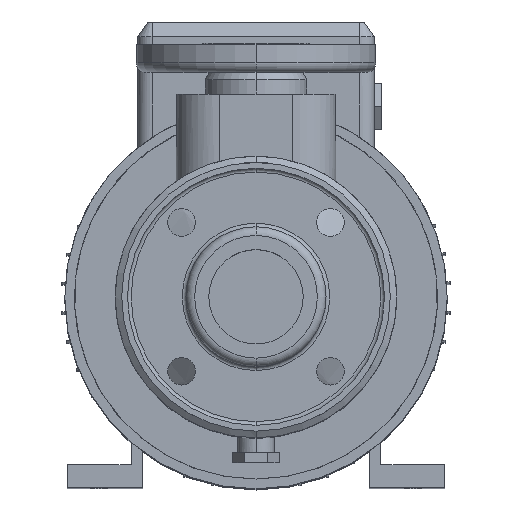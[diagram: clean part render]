
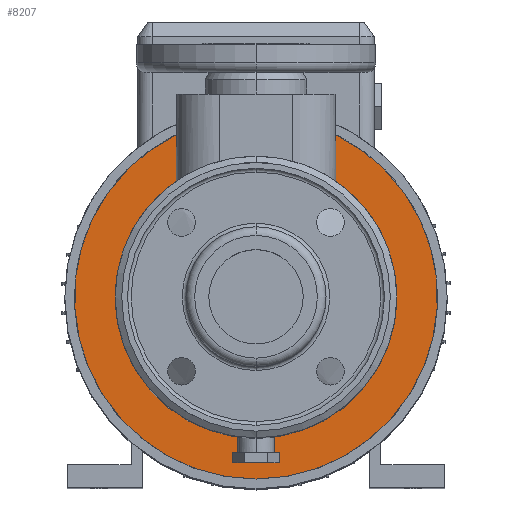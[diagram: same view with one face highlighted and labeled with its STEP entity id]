
A CAD part, top view. The second image highlights one B-rep face of the part: STEP entity #8207.
In plain terms, the highlighted planar face has unit normal (0, 0, 1).
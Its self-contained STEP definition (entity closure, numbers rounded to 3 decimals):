
#220 = ORIENTED_EDGE ( 'NONE', *, *, #2135, .T. ) ;
#325 = PLANE ( 'NONE',  #11996 ) ;
#607 = VERTEX_POINT ( 'NONE', #2159 ) ;
#791 = AXIS2_PLACEMENT_3D ( 'NONE', #3875, #5012, #13076 ) ;
#885 = VERTEX_POINT ( 'NONE', #3026 ) ;
#2065 = DIRECTION ( 'NONE',  ( 0., 1., 0. ) ) ;
#2135 = EDGE_CURVE ( 'NONE', #885, #607, #8891, .T. ) ;
#2159 = CARTESIAN_POINT ( 'NONE',  ( 55., 112.25, -43. ) ) ;
#2865 = LINE ( 'NONE', #11044, #11727 ) ;
#3026 = CARTESIAN_POINT ( 'NONE',  ( 0., -125., -43. ) ) ;
#3333 = DIRECTION ( 'NONE',  ( 0., 0., 1. ) ) ;
#3357 = DIRECTION ( 'NONE',  ( 0., 0., 1. ) ) ;
#3450 = AXIS2_PLACEMENT_3D ( 'NONE', #4411, #3333, #8495 ) ;
#3861 = CIRCLE ( 'NONE', #3450, 97. ) ;
#3875 = CARTESIAN_POINT ( 'NONE',  ( 0., 0., -43. ) ) ;
#3909 = EDGE_CURVE ( 'NONE', #11874, #607, #2865, .T. ) ;
#3979 = EDGE_CURVE ( 'NONE', #7665, #12842, #10004, .T. ) ;
#4110 = VERTEX_POINT ( 'NONE', #6285 ) ;
#4411 = CARTESIAN_POINT ( 'NONE',  ( 0., 0., -43. ) ) ;
#4430 = CARTESIAN_POINT ( 'NONE',  ( 0., 97., -43. ) ) ;
#4564 = DIRECTION ( 'NONE',  ( 0., 1., 0. ) ) ;
#5012 = DIRECTION ( 'NONE',  ( 0., 0., 1. ) ) ;
#5503 = FACE_OUTER_BOUND ( 'NONE', #9507, .T. ) ;
#5646 = DIRECTION ( 'NONE',  ( 0., -1., 0. ) ) ;
#5999 = CARTESIAN_POINT ( 'NONE',  ( -55., 79.9, -43. ) ) ;
#6285 = CARTESIAN_POINT ( 'NONE',  ( -55., 112.25, -43. ) ) ;
#6612 = ORIENTED_EDGE ( 'NONE', *, *, #8605, .F. ) ;
#7098 = DIRECTION ( 'NONE',  ( 0., 1., 0. ) ) ;
#7655 = CARTESIAN_POINT ( 'NONE',  ( 0., 0., -43. ) ) ;
#7665 = VERTEX_POINT ( 'NONE', #5999 ) ;
#7790 = DIRECTION ( 'NONE',  ( 0., 0., 1. ) ) ;
#7850 = CARTESIAN_POINT ( 'NONE',  ( 0., 0., -43. ) ) ;
#8207 = ADVANCED_FACE ( 'NONE', ( #5503 ), #325, .F. ) ;
#8309 = LINE ( 'NONE', #11255, #9051 ) ;
#8495 = DIRECTION ( 'NONE',  ( 0., -1., 0. ) ) ;
#8605 = EDGE_CURVE ( 'NONE', #12842, #11874, #3861, .T. ) ;
#8891 = CIRCLE ( 'NONE', #9106, 125. ) ;
#9051 = VECTOR ( 'NONE', #2065, 1000. ) ;
#9083 = AXIS2_PLACEMENT_3D ( 'NONE', #7655, #3357, #5646 ) ;
#9106 = AXIS2_PLACEMENT_3D ( 'NONE', #7850, #7790, #10931 ) ;
#9507 = EDGE_LOOP ( 'NONE', ( #11466, #6612, #10975, #12445, #12312, #220 ) ) ;
#9583 = DIRECTION ( 'NONE',  ( 0., 0., -1. ) ) ;
#10004 = CIRCLE ( 'NONE', #791, 97. ) ;
#10931 = DIRECTION ( 'NONE',  ( 0., -1., 0. ) ) ;
#10975 = ORIENTED_EDGE ( 'NONE', *, *, #3979, .F. ) ;
#11044 = CARTESIAN_POINT ( 'NONE',  ( 55., -131.702, -43. ) ) ;
#11255 = CARTESIAN_POINT ( 'NONE',  ( -55., -131.702, -43. ) ) ;
#11405 = EDGE_CURVE ( 'NONE', #7665, #4110, #8309, .T. ) ;
#11466 = ORIENTED_EDGE ( 'NONE', *, *, #3909, .F. ) ;
#11727 = VECTOR ( 'NONE', #7098, 1000. ) ;
#11874 = VERTEX_POINT ( 'NONE', #12262 ) ;
#11996 = AXIS2_PLACEMENT_3D ( 'NONE', #4430, #9583, #4564 ) ;
#12262 = CARTESIAN_POINT ( 'NONE',  ( 55., 79.9, -43. ) ) ;
#12312 = ORIENTED_EDGE ( 'NONE', *, *, #12777, .T. ) ;
#12445 = ORIENTED_EDGE ( 'NONE', *, *, #11405, .T. ) ;
#12606 = CARTESIAN_POINT ( 'NONE',  ( 0., -97., -43. ) ) ;
#12760 = CIRCLE ( 'NONE', #9083, 125. ) ;
#12777 = EDGE_CURVE ( 'NONE', #4110, #885, #12760, .T. ) ;
#12842 = VERTEX_POINT ( 'NONE', #12606 ) ;
#13076 = DIRECTION ( 'NONE',  ( 0., -1., 0. ) ) ;
